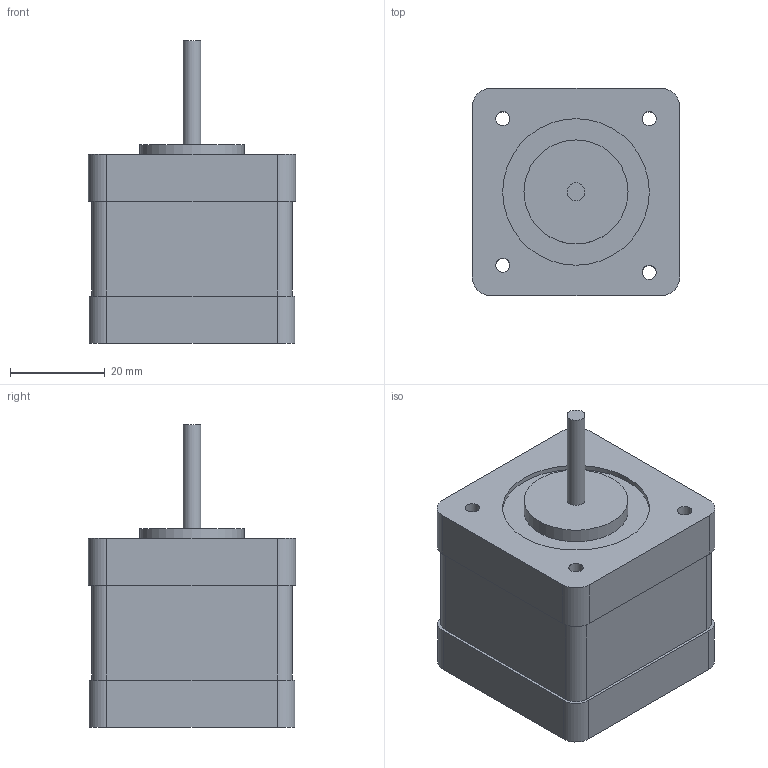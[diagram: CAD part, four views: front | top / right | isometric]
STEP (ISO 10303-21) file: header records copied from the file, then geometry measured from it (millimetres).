
FILE_DESCRIPTION((''),'2;1');
FILE_NAME('Nema17.stp','2012-04-22T14:18:40',('BILAL'),(''),'Autodesk Inventor 2012','Autodesk Inventor 2012','');
FILE_SCHEMA(('AUTOMOTIVE_DESIGN { 1 0 10303 214 1 1 1 1 }'));
Length unit declared in the file: inch
Products named in the file (1): Nema17
Bounding box: 43.84 x 43.84 x 64 mm (x, y, z)
Volume: 73025.9 mm3; surface area: 12727.1 mm2
Topology: 2 solids, 2 shells, 41 faces, 96 edges, 63 vertices
Faces by surface type: plane 21, cylinder 20
Full cylindrical faces by diameter (mm): 3 x4, 3.782 x2, 22 x1, 31 x1
Entity records: 1232 total; most frequent: DIRECTION 212, CARTESIAN_POINT 193, ORIENTED_EDGE 176, EDGE_CURVE 88, AXIS2_PLACEMENT_3D 82, VERTEX_POINT 63, EDGE_LOOP 62, VECTOR 48
